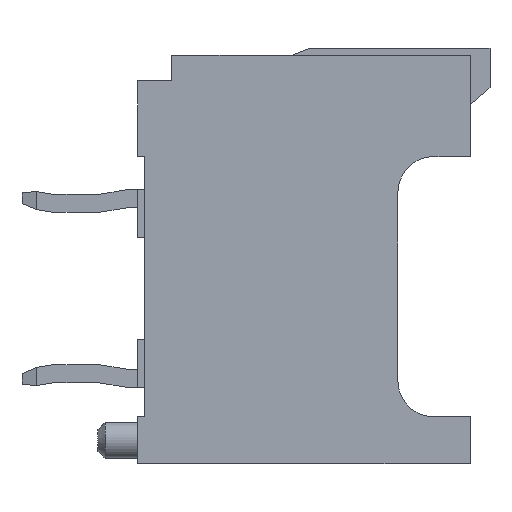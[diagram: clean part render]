
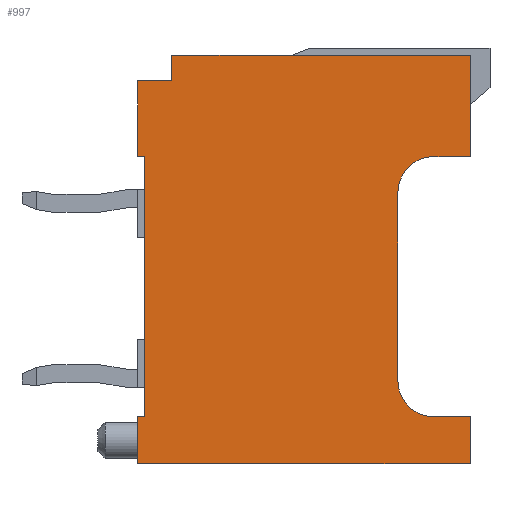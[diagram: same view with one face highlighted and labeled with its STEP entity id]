
A CAD part, left-side view. The second image highlights one B-rep face of the part: STEP entity #997.
In plain terms, the highlighted planar face has unit normal (-1, 0, 0).
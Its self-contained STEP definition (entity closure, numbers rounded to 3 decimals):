
#997 = ADVANCED_FACE( '', ( #2161 ), #2162, .T. );
#2161 = FACE_OUTER_BOUND( '', #3561, .T. );
#2162 = PLANE( '', #3562 );
#3561 = EDGE_LOOP( '', ( #5713, #5714, #5715, #5716, #5717, #5718, #5719, #5720, #5721, #5722, #5723, #5724, #5725, #5726, #5727, #5728 ) );
#3562 = AXIS2_PLACEMENT_3D( '', #5729, #5730, #5731 );
#5713 = ORIENTED_EDGE( '', *, *, #9282, .T. );
#5714 = ORIENTED_EDGE( '', *, *, #9283, .F. );
#5715 = ORIENTED_EDGE( '', *, *, #9284, .F. );
#5716 = ORIENTED_EDGE( '', *, *, #9285, .F. );
#5717 = ORIENTED_EDGE( '', *, *, #9286, .F. );
#5718 = ORIENTED_EDGE( '', *, *, #9287, .T. );
#5719 = ORIENTED_EDGE( '', *, *, #9120, .T. );
#5720 = ORIENTED_EDGE( '', *, *, #9288, .T. );
#5721 = ORIENTED_EDGE( '', *, *, #9289, .F. );
#5722 = ORIENTED_EDGE( '', *, *, #9192, .F. );
#5723 = ORIENTED_EDGE( '', *, *, #9290, .F. );
#5724 = ORIENTED_EDGE( '', *, *, #9291, .F. );
#5725 = ORIENTED_EDGE( '', *, *, #9292, .F. );
#5726 = ORIENTED_EDGE( '', *, *, #9293, .F. );
#5727 = ORIENTED_EDGE( '', *, *, #9294, .F. );
#5728 = ORIENTED_EDGE( '', *, *, #9295, .F. );
#5729 = CARTESIAN_POINT( '', ( -18.7, -4.875, -5.75 ) );
#5730 = DIRECTION( '', ( -1., 0., 0. ) );
#5731 = DIRECTION( '', ( 0., 0., 1. ) );
#9120 = EDGE_CURVE( '', #11097, #11115, #11117, .T. );
#9192 = EDGE_CURVE( '', #11246, #11229, #11248, .T. );
#9282 = EDGE_CURVE( '', #11381, #11382, #11383, .T. );
#9283 = EDGE_CURVE( '', #11384, #11382, #11385, .T. );
#9284 = EDGE_CURVE( '', #11386, #11384, #11387, .T. );
#9285 = EDGE_CURVE( '', #11388, #11386, #11389, .T. );
#9286 = EDGE_CURVE( '', #11390, #11388, #11391, .T. );
#9287 = EDGE_CURVE( '', #11390, #11097, #11392, .T. );
#9288 = EDGE_CURVE( '', #11115, #11393, #11394, .T. );
#9289 = EDGE_CURVE( '', #11229, #11393, #11395, .T. );
#9290 = EDGE_CURVE( '', #11396, #11246, #11397, .T. );
#9291 = EDGE_CURVE( '', #11398, #11396, #11399, .T. );
#9292 = EDGE_CURVE( '', #11400, #11398, #11401, .T. );
#9293 = EDGE_CURVE( '', #11402, #11400, #11403, .T. );
#9294 = EDGE_CURVE( '', #11404, #11402, #11405, .T. );
#9295 = EDGE_CURVE( '', #11381, #11404, #11406, .T. );
#11097 = VERTEX_POINT( '', #13898 );
#11115 = VERTEX_POINT( '', #13925 );
#11117 = LINE( '', #13928, #13929 );
#11229 = VERTEX_POINT( '', #14101 );
#11246 = VERTEX_POINT( '', #14127 );
#11248 = LINE( '', #14130, #14131 );
#11381 = VERTEX_POINT( '', #14329 );
#11382 = VERTEX_POINT( '', #14330 );
#11383 = LINE( '', #14331, #14332 );
#11384 = VERTEX_POINT( '', #14333 );
#11385 = LINE( '', #14334, #14335 );
#11386 = VERTEX_POINT( '', #14336 );
#11387 = LINE( '', #14337, #14338 );
#11388 = VERTEX_POINT( '', #14339 );
#11389 = LINE( '', #14340, #14341 );
#11390 = VERTEX_POINT( '', #14342 );
#11391 = LINE( '', #14343, #14344 );
#11392 = LINE( '', #14345, #14346 );
#11393 = VERTEX_POINT( '', #14347 );
#11394 = LINE( '', #14348, #14349 );
#11395 = LINE( '', #14350, #14351 );
#11396 = VERTEX_POINT( '', #14352 );
#11397 = LINE( '', #14353, #14354 );
#11398 = VERTEX_POINT( '', #14355 );
#11399 = LINE( '', #14356, #14357 );
#11400 = VERTEX_POINT( '', #14358 );
#11401 = CIRCLE( '', #14359, 1. );
#11402 = VERTEX_POINT( '', #14360 );
#11403 = LINE( '', #14361, #14362 );
#11404 = VERTEX_POINT( '', #14363 );
#11405 = CIRCLE( '', #14364, 1. );
#11406 = LINE( '', #14365, #14366 );
#13898 = CARTESIAN_POINT( '', ( -18.7, 4.675, 2.75 ) );
#13925 = CARTESIAN_POINT( '', ( -18.7, 4.675, -4.45 ) );
#13928 = CARTESIAN_POINT( '', ( -18.7, 4.675, -5.75 ) );
#13929 = VECTOR( '', #16409, 1000. );
#14101 = CARTESIAN_POINT( '', ( -18.7, 4.875, -5.75 ) );
#14127 = CARTESIAN_POINT( '', ( -18.7, -4.325, -5.75 ) );
#14130 = CARTESIAN_POINT( '', ( -18.7, -4.875, -5.75 ) );
#14131 = VECTOR( '', #16480, 1000. );
#14329 = CARTESIAN_POINT( '', ( -18.7, -4.325, 2.75 ) );
#14330 = CARTESIAN_POINT( '', ( -18.7, -4.325, 5.55 ) );
#14331 = CARTESIAN_POINT( '', ( -18.7, -4.325, 5.75 ) );
#14332 = VECTOR( '', #16546, 1000. );
#14333 = CARTESIAN_POINT( '', ( -18.7, 3.925, 5.55 ) );
#14334 = CARTESIAN_POINT( '', ( -18.7, -4.875, 5.55 ) );
#14335 = VECTOR( '', #16547, 1000. );
#14336 = CARTESIAN_POINT( '', ( -18.7, 3.925, 4.85 ) );
#14337 = CARTESIAN_POINT( '', ( -18.7, 3.925, -5.75 ) );
#14338 = VECTOR( '', #16548, 1000. );
#14339 = CARTESIAN_POINT( '', ( -18.7, 4.875, 4.85 ) );
#14340 = CARTESIAN_POINT( '', ( -18.7, -4.875, 4.85 ) );
#14341 = VECTOR( '', #16549, 1000. );
#14342 = CARTESIAN_POINT( '', ( -18.7, 4.875, 2.75 ) );
#14343 = CARTESIAN_POINT( '', ( -18.7, 4.875, -5.75 ) );
#14344 = VECTOR( '', #16550, 1000. );
#14345 = CARTESIAN_POINT( '', ( -18.7, -4.875, 2.75 ) );
#14346 = VECTOR( '', #16551, 1000. );
#14347 = CARTESIAN_POINT( '', ( -18.7, 4.875, -4.45 ) );
#14348 = CARTESIAN_POINT( '', ( -18.7, -4.875, -4.45 ) );
#14349 = VECTOR( '', #16552, 1000. );
#14350 = CARTESIAN_POINT( '', ( -18.7, 4.875, -5.75 ) );
#14351 = VECTOR( '', #16553, 1000. );
#14352 = CARTESIAN_POINT( '', ( -18.7, -4.325, -4.45 ) );
#14353 = CARTESIAN_POINT( '', ( -18.7, -4.325, -5.75 ) );
#14354 = VECTOR( '', #16554, 1000. );
#14355 = CARTESIAN_POINT( '', ( -18.7, -3.325, -4.45 ) );
#14356 = CARTESIAN_POINT( '', ( -18.7, -4.875, -4.45 ) );
#14357 = VECTOR( '', #16555, 1000. );
#14358 = CARTESIAN_POINT( '', ( -18.7, -2.325, -3.45 ) );
#14359 = AXIS2_PLACEMENT_3D( '', #16556, #16557, #16558 );
#14360 = CARTESIAN_POINT( '', ( -18.7, -2.325, 1.75 ) );
#14361 = CARTESIAN_POINT( '', ( -18.7, -2.325, -5.75 ) );
#14362 = VECTOR( '', #16559, 1000. );
#14363 = CARTESIAN_POINT( '', ( -18.7, -3.325, 2.75 ) );
#14364 = AXIS2_PLACEMENT_3D( '', #16560, #16561, #16562 );
#14365 = CARTESIAN_POINT( '', ( -18.7, -4.875, 2.75 ) );
#14366 = VECTOR( '', #16563, 1000. );
#16409 = DIRECTION( '', ( 0., 0., -1. ) );
#16480 = DIRECTION( '', ( 0., 1., 0. ) );
#16546 = DIRECTION( '', ( 0., 0., 1. ) );
#16547 = DIRECTION( '', ( 0., -1., 0. ) );
#16548 = DIRECTION( '', ( 0., 0., 1. ) );
#16549 = DIRECTION( '', ( 0., -1., 0. ) );
#16550 = DIRECTION( '', ( 0., 0., 1. ) );
#16551 = DIRECTION( '', ( 0., -1., 0. ) );
#16552 = DIRECTION( '', ( 0., 1., 0. ) );
#16553 = DIRECTION( '', ( 0., 0., 1. ) );
#16554 = DIRECTION( '', ( 0., 0., -1. ) );
#16555 = DIRECTION( '', ( 0., -1., 0. ) );
#16556 = CARTESIAN_POINT( '', ( -18.7, -3.325, -3.45 ) );
#16557 = DIRECTION( '', ( -1., 0., 0. ) );
#16558 = DIRECTION( '', ( 0., 0., 1. ) );
#16559 = DIRECTION( '', ( 0., 0., -1. ) );
#16560 = CARTESIAN_POINT( '', ( -18.7, -3.325, 1.75 ) );
#16561 = DIRECTION( '', ( -1., 0., 0. ) );
#16562 = DIRECTION( '', ( 0., 0., 1. ) );
#16563 = DIRECTION( '', ( 0., 1., 0. ) );
